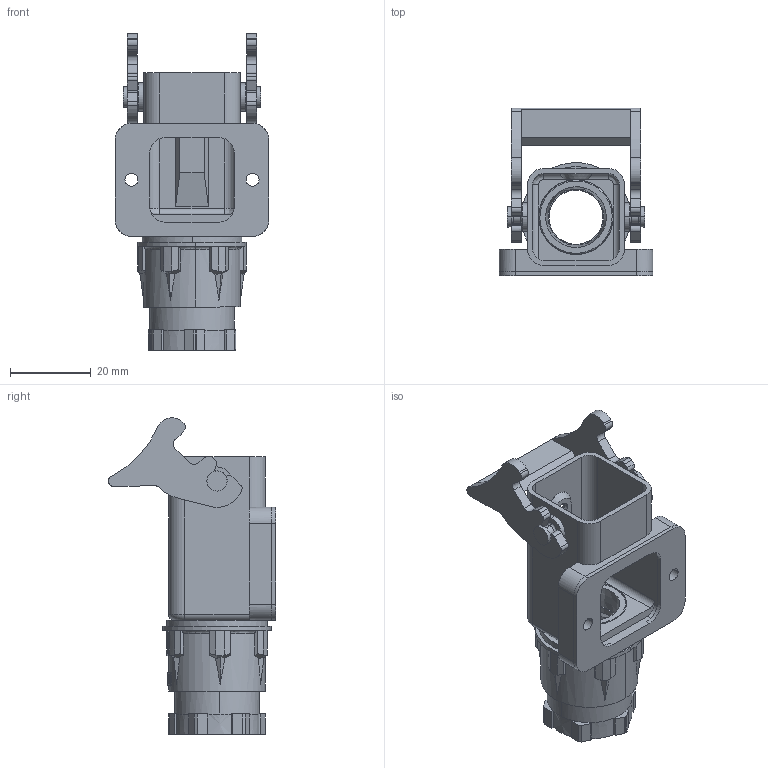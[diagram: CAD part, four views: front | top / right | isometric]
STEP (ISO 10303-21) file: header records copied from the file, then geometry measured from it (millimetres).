
FILE_DESCRIPTION(/* description */ (''),/* implementation_level */ '2;1');
FILE_NAME(/* name */ 'C146_10N003_500_4.stp',/* time_stamp */ '2016-04-13T14:23:25+02:00',/* author */ (''),/* organization */ (''),/* preprocessor_version */ 'ST-DEVELOPER v15',/* originating_system */ 'SIEMENS PLM Software NX 9.0',/* authorisation */ '');
FILE_SCHEMA (('CONFIG_CONTROL_DESIGN'));
Length unit declared in the file: millimetre
Products named in the file (1): c146 10f003 004 4nxm001-03
Bounding box: 38 x 41.4 x 78.35 mm (x, y, z)
Volume: 15987.1 mm3; surface area: 15215.5 mm2
Topology: 1 solids, 1 shells, 447 faces, 1213 edges, 794 vertices
Faces by surface type: plane 234, cylinder 113, extrusion 66, cone 12, torus 10, revolution 8, bspline 4
Full cylindrical faces by diameter (mm): 18.5 x1
Entity records: 16464 total; most frequent: CARTESIAN_POINT 5452, ORIENTED_EDGE 2420, DIRECTION 2034, EDGE_CURVE 1210, VERTEX_POINT 793, VECTOR 678, AXIS2_PLACEMENT_3D 674, LINE 612
